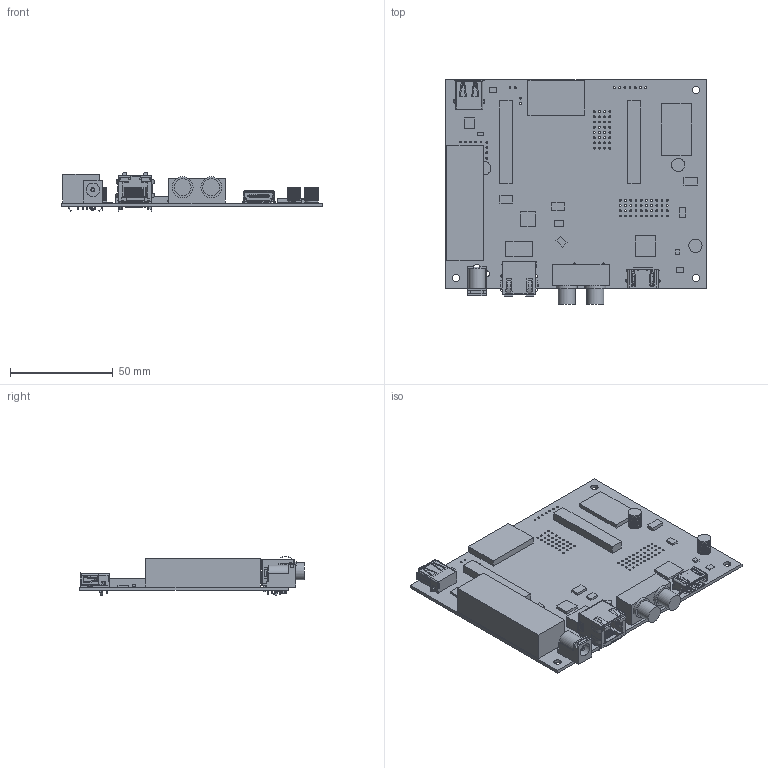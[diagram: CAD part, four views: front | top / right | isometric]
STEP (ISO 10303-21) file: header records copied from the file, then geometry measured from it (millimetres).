
FILE_DESCRIPTION(('Open CASCADE Model'),'2;1');
FILE_NAME('Open CASCADE Shape Model','2009-12-09T20:16:22',('Author'),( 'Open CASCADE'),'Open CASCADE STEP processor 6.2','Open CASCADE 6.2' ,'Unknown');
FILE_SCHEMA(('AUTOMOTIVE_DESIGN { 1 0 10303 214 1 1 1 1 }'));
Length unit declared in the file: millimetre
Products named in the file (93): PCB; Board; U300; 430532128; Extruded; J202; CUI-PJ-002A; M500; 430532000; M200; 430530336; C213; 430530464; C212; U202; 430532256; Y401; 430530080; Y400; U601; 430531744; U600; 430531488; U204; 430531104; T400; 430529824; P503; 430530208; U402; 430530848; F600; 430530976; C206; J300; c-292303-1-e2-3d; J201; 430529952; J200; J400 ...
Assembly tree (99 placements, depth 4):
  PCB
    Board
    U300
      430532128
        Extruded
    J202
      CUI-PJ-002A
    M500
      430532000
        Extruded
    M200
      430530336
        Extruded
    C213
      430530464
        Extruded
    C212
      430530464
        Extruded
    U202
      430532256
        Extruded
    Y401
      430530080
        Extruded
    Y400
      430530080
        Extruded
    U601
      430531744
        Extruded
    U600
      430531488
        Extruded
    U204
      430531104
        Extruded
    T400
      430529824
        Extruded
    P503
      430530208
        Extruded
    U402
      430530848
        Extruded
    F600
      430530976
        Extruded
    C206
      430530464
        Extruded
    J300
      c-292303-1-e2-3d
    J201
      430529952
        Extruded
    J200
      430529952
        Extruded
Bounding box: 127 x 109.36 x 18.87 mm (x, y, z)
Volume: 48543 mm3; surface area: 47595.3 mm2
Topology: 50 solids, 1102 shells, 3916 faces, 13223 edges, 10398 vertices
Faces by surface type: bspline 2098, plane 1082, revolution 417, cylinder 315, cone 2, extrusion 2
Full cylindrical faces by diameter (mm): 0.889 x12, 0.9 x92, 0.92 x4, 1 x2, 1.1 x11, 1.2 x2, 1.3 x6, 1.575 x2, 1.6 x1, 2.3 x2, 2.5 x2, 3 x2, 3.251 x2, 3.5 x1, 3.581 x3, 3.8 x2, 8.3 x2, 10.2 x2
Entity records: 418853 total; most frequent: CARTESIAN_POINT 184537, DIRECTION 24084, ORIENTED_EDGE 20176, PCURVE 20176, DEFINITIONAL_REPRESENTATION 20176, VECTOR 17043, LINE 17041, B_SPLINE_CURVE_WITH_KNOTS 14203
